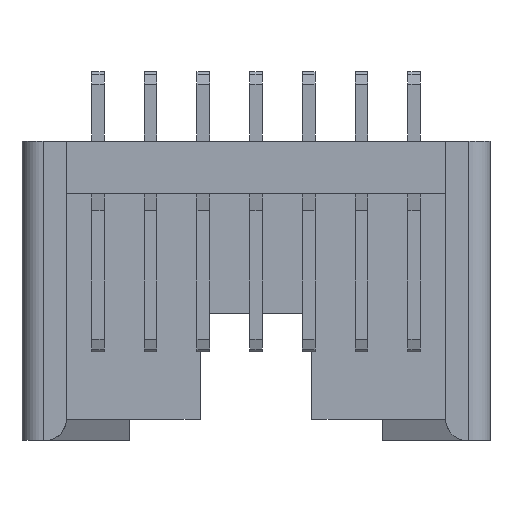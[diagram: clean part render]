
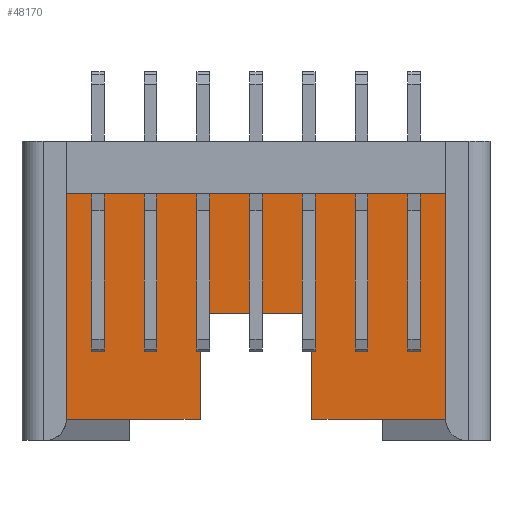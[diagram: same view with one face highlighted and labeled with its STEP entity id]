
A CAD part, front view. The second image highlights one B-rep face of the part: STEP entity #48170.
In plain terms, the highlighted planar face has unit normal (0, -1, 0).
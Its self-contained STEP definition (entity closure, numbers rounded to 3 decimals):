
#10350=CARTESIAN_POINT('',(5.278,32.26,1.));
#10360=VERTEX_POINT('',#10350);
#10390=CARTESIAN_POINT('',(5.278,32.26,0.));
#10400=DIRECTION('',(0.,0.,-1.));
#10410=VECTOR('',#10400,1.);
#10420=LINE('',#10390,#10410);
#10430=CARTESIAN_POINT('',(5.278,32.26,11.7));
#10440=VERTEX_POINT('',#10430);
#10450=EDGE_CURVE('',#10440,#10360,#10420,.T.);
#11320=CARTESIAN_POINT('',(-14.922,32.26,0.));
#11330=DIRECTION('',(0.,0.,1.));
#11340=VECTOR('',#11330,1.);
#11350=LINE('',#11320,#11340);
#11360=CARTESIAN_POINT('',(-14.922,32.26,
1.));
#11370=VERTEX_POINT('',#11360);
#11380=CARTESIAN_POINT('',(-14.922,32.26,11.7));
#11390=VERTEX_POINT('',#11380);
#11400=EDGE_CURVE('',#11370,#11390,#11350,.T.);
#46790=CARTESIAN_POINT('',(0.,32.26,1.));
#46800=DIRECTION('',(1.,0.,0.));
#46810=VECTOR('',#46800,1.);
#46820=LINE('',#46790,#46810);
#46830=CARTESIAN_POINT('',(-10.822,32.26,
1.));
#46840=VERTEX_POINT('',#46830);
#46850=EDGE_CURVE('',#11370,#46840,#46820,.T.);
#47080=CARTESIAN_POINT('',(0.,32.26,11.7));
#47090=DIRECTION('',(1.,0.,0.));
#47100=VECTOR('',#47090,1.);
#47110=LINE('',#47080,#47100);
#47120=EDGE_CURVE('',#11390,#10440,#47110,.T.);
#47600=CARTESIAN_POINT('',(-17.422,32.26,0.));
#47610=DIRECTION('',(0.,1.,0.));
#47620=DIRECTION('',(1.,0.,0.));
#47630=AXIS2_PLACEMENT_3D('',#47600,#47610,#47620);
#47640=PLANE('',#47630);
#47650=ORIENTED_EDGE('',*,*,#10450,.F.);
#47660=CARTESIAN_POINT('',(0.,32.26,1.));
#47670=DIRECTION('',(-1.,0.,0.));
#47680=VECTOR('',#47670,1.);
#47690=LINE('',#47660,#47680);
#47700=CARTESIAN_POINT('',(1.178,32.26,1.));
#47710=VERTEX_POINT('',#47700);
#47720=EDGE_CURVE('',#10360,#47710,#47690,.T.);
#47730=ORIENTED_EDGE('',*,*,#47720,.F.);
#47740=CARTESIAN_POINT('',(0.,32.26,1.));
#47750=DIRECTION('',(1.,0.,0.));
#47760=VECTOR('',#47750,1.);
#47770=LINE('',#47740,#47760);
#47780=CARTESIAN_POINT('',(-2.172,32.26,1.));
#47790=VERTEX_POINT('',#47780);
#47800=EDGE_CURVE('',#47790,#47710,#47770,.T.);
#47810=ORIENTED_EDGE('',*,*,#47800,.T.);
#47820=CARTESIAN_POINT('',(-2.172,32.26,0.));
#47830=DIRECTION('',(0.,0.,-1.));
#47840=VECTOR('',#47830,1.);
#47850=LINE('',#47820,#47840);
#47860=CARTESIAN_POINT('',(-2.172,32.26,6.));
#47870=VERTEX_POINT('',#47860);
#47880=EDGE_CURVE('',#47870,#47790,#47850,.T.);
#47890=ORIENTED_EDGE('',*,*,#47880,.T.);
#47900=CARTESIAN_POINT('',(0.,32.26,6.));
#47910=DIRECTION('',(1.,0.,0.));
#47920=VECTOR('',#47910,1.);
#47930=LINE('',#47900,#47920);
#47940=CARTESIAN_POINT('',(-7.472,32.26,6.));
#47950=VERTEX_POINT('',#47940);
#47960=EDGE_CURVE('',#47950,#47870,#47930,.T.);
#47970=ORIENTED_EDGE('',*,*,#47960,.T.);
#47980=CARTESIAN_POINT('',(-7.472,32.26,0.));
#47990=DIRECTION('',(0.,0.,1.));
#48000=VECTOR('',#47990,1.);
#48010=LINE('',#47980,#48000);
#48020=CARTESIAN_POINT('',(-7.472,32.26,1.));
#48030=VERTEX_POINT('',#48020);
#48040=EDGE_CURVE('',#48030,#47950,#48010,.T.);
#48050=ORIENTED_EDGE('',*,*,#48040,.T.);
#48060=CARTESIAN_POINT('',(0.,32.26,1.));
#48070=DIRECTION('',(1.,0.,0.));
#48080=VECTOR('',#48070,1.);
#48090=LINE('',#48060,#48080);
#48100=EDGE_CURVE('',#46840,#48030,#48090,.T.);
#48110=ORIENTED_EDGE('',*,*,#48100,.T.);
#48120=ORIENTED_EDGE('',*,*,#46850,.T.);
#48130=ORIENTED_EDGE('',*,*,#11400,.F.);
#48140=ORIENTED_EDGE('',*,*,#47120,.F.);
#48150=EDGE_LOOP('',(#48140,#48130,#48120,#48110,#48050,#47970,#47890,
#47810,#47730,#47650));
#48160=FACE_OUTER_BOUND('',#48150,.T.);
#48170=ADVANCED_FACE('',(#48160),#47640,.F.);
